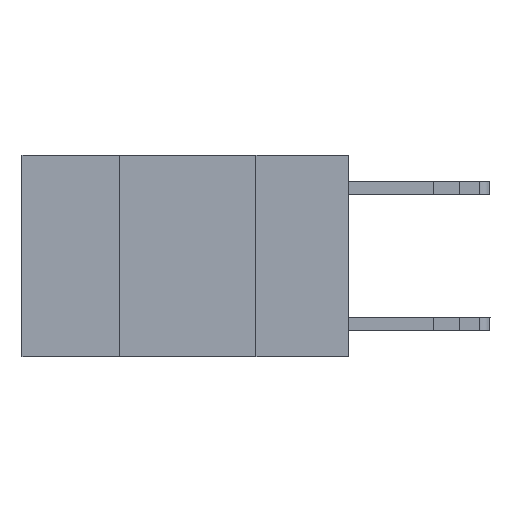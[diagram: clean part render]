
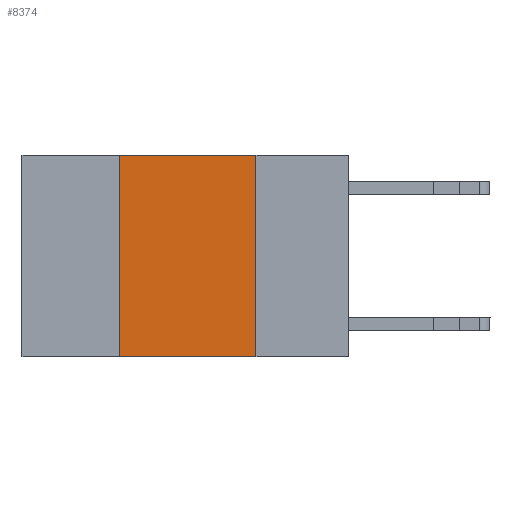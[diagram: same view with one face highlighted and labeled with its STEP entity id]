
A CAD part, left-side view. The second image highlights one B-rep face of the part: STEP entity #8374.
In plain terms, the highlighted planar face has unit normal (-1, 0, 0).
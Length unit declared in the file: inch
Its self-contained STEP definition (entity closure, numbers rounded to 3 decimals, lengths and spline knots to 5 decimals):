
#460 = VERTEX_POINT ( 'NONE', #26631 ) ;
#875 = LINE ( 'NONE', #21117, #903 ) ;
#903 = VECTOR ( 'NONE', #8465, 39.37008 ) ;
#1647 = AXIS2_PLACEMENT_3D ( 'NONE', #14633, #14476, #14452 ) ;
#2672 = CARTESIAN_POINT ( 'NONE',  ( 0., 0.42, 0. ) ) ;
#4730 = EDGE_CURVE ( 'NONE', #9380, #24575, #13439, .T. ) ;
#7863 = EDGE_LOOP ( 'NONE', ( #13306, #13991, #14033, #14226 ) ) ;
#8374 = ADVANCED_FACE ( 'NONE', ( #17459 ), #14887, .F. ) ;
#8465 = DIRECTION ( 'NONE',  ( 0., -1., 0. ) ) ;
#9380 = VERTEX_POINT ( 'NONE', #2672 ) ;
#9633 = EDGE_CURVE ( 'NONE', #24575, #460, #11097, .T. ) ;
#10743 = VECTOR ( 'NONE', #13973, 39.37008 ) ;
#11097 = LINE ( 'NONE', #14569, #10743 ) ;
#11237 = EDGE_CURVE ( 'NONE', #20089, #460, #875, .T. ) ;
#13306 = ORIENTED_EDGE ( 'NONE', *, *, #9633, .F. ) ;
#13362 = CARTESIAN_POINT ( 'NONE',  ( 0., 0.17, 0. ) ) ;
#13416 = VECTOR ( 'NONE', #25310, 39.37008 ) ;
#13439 = LINE ( 'NONE', #25848, #13416 ) ;
#13973 = DIRECTION ( 'NONE',  ( 0., 0., -1. ) ) ;
#13991 = ORIENTED_EDGE ( 'NONE', *, *, #4730, .F. ) ;
#14033 = ORIENTED_EDGE ( 'NONE', *, *, #26921, .F. ) ;
#14226 = ORIENTED_EDGE ( 'NONE', *, *, #11237, .T. ) ;
#14424 = CARTESIAN_POINT ( 'NONE',  ( 0., 0.42, -0.37 ) ) ;
#14452 = DIRECTION ( 'NONE',  ( 0., 0., -1. ) ) ;
#14476 = DIRECTION ( 'NONE',  ( 1., 0., 0. ) ) ;
#14569 = CARTESIAN_POINT ( 'NONE',  ( 0., 0.17, 0. ) ) ;
#14633 = CARTESIAN_POINT ( 'NONE',  ( 0., 0.6, 0. ) ) ;
#14831 = VECTOR ( 'NONE', #23018, 39.37008 ) ;
#14887 = PLANE ( 'NONE',  #1647 ) ;
#17459 = FACE_OUTER_BOUND ( 'NONE', #7863, .T. ) ;
#20089 = VERTEX_POINT ( 'NONE', #14424 ) ;
#20965 = CARTESIAN_POINT ( 'NONE',  ( 0., 0.42, 0. ) ) ;
#21117 = CARTESIAN_POINT ( 'NONE',  ( 0., 0.6, -0.37 ) ) ;
#23018 = DIRECTION ( 'NONE',  ( 0., 0., 1. ) ) ;
#24575 = VERTEX_POINT ( 'NONE', #13362 ) ;
#25310 = DIRECTION ( 'NONE',  ( 0., -1., 0. ) ) ;
#25848 = CARTESIAN_POINT ( 'NONE',  ( 0., 0.6, 0. ) ) ;
#25854 = LINE ( 'NONE', #20965, #14831 ) ;
#26631 = CARTESIAN_POINT ( 'NONE',  ( 0., 0.17, -0.37 ) ) ;
#26921 = EDGE_CURVE ( 'NONE', #20089, #9380, #25854, .T. ) ;
